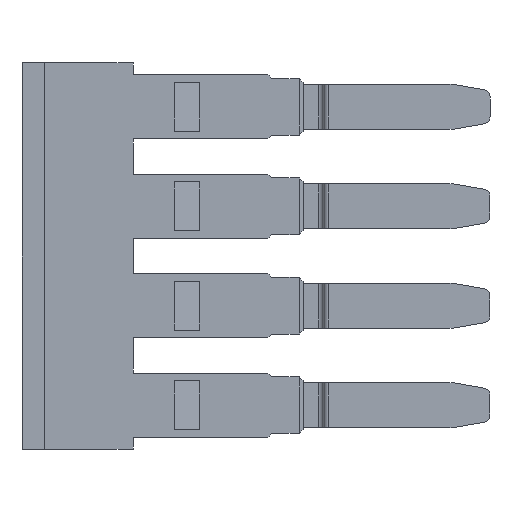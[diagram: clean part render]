
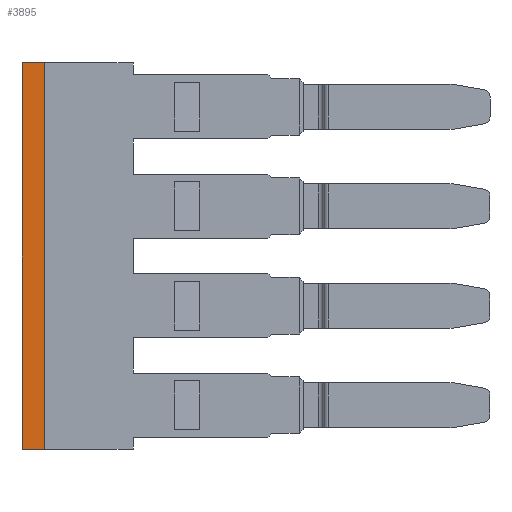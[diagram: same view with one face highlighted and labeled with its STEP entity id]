
A CAD part, left-side view. The second image highlights one B-rep face of the part: STEP entity #3895.
In plain terms, the highlighted planar face has unit normal (-1, 0, 0).
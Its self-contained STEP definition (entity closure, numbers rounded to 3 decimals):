
#196 = VERTEX_POINT ( 'NONE', #4875 ) ;
#204 = VERTEX_POINT ( 'NONE', #4877 ) ;
#219 = VERTEX_POINT ( 'NONE', #4848 ) ;
#296 = VERTEX_POINT ( 'NONE', #4913 ) ;
#669 = EDGE_LOOP ( 'NONE', ( #4098, #4141, #4190, #4133 ) ) ;
#890 = VECTOR ( 'NONE', #2803, 1000. ) ;
#896 = VECTOR ( 'NONE', #2678, 1000. ) ;
#955 = VECTOR ( 'NONE', #2835, 1000. ) ;
#973 = VECTOR ( 'NONE', #2919, 1000. ) ;
#1201 = AXIS2_PLACEMENT_3D ( 'NONE', #2272, #2212, #2199 ) ;
#2199 = DIRECTION ( 'NONE',  ( 0., -1., 0. ) ) ;
#2212 = DIRECTION ( 'NONE',  ( -1., 0., 0. ) ) ;
#2228 = FACE_OUTER_BOUND ( 'NONE', #669, .T. ) ;
#2241 = PLANE ( 'NONE',  #1201 ) ;
#2272 = CARTESIAN_POINT ( 'NONE',  ( 1456.09, 989.693, -30.131 ) ) ;
#2661 = LINE ( 'NONE', #2708, #896 ) ;
#2678 = DIRECTION ( 'NONE',  ( 0., 0., 1. ) ) ;
#2708 = CARTESIAN_POINT ( 'NONE',  ( 1456.09, 989.693, -30.131 ) ) ;
#2745 = LINE ( 'NONE', #2784, #890 ) ;
#2784 = CARTESIAN_POINT ( 'NONE',  ( 1456.09, 989.693, 13.05 ) ) ;
#2803 = DIRECTION ( 'NONE',  ( 0., -1., 0. ) ) ;
#2833 = LINE ( 'NONE', #2834, #955 ) ;
#2834 = CARTESIAN_POINT ( 'NONE',  ( 1456.09, 988.543, -17.916 ) ) ;
#2835 = DIRECTION ( 'NONE',  ( 0., 0., 1. ) ) ;
#2917 = LINE ( 'NONE', #2935, #973 ) ;
#2919 = DIRECTION ( 'NONE',  ( 0., -1., 0. ) ) ;
#2935 = CARTESIAN_POINT ( 'NONE',  ( 1456.09, 986.843, 32.85 ) ) ;
#3637 = EDGE_CURVE ( 'NONE', #219, #204, #2661, .T. ) ;
#3654 = EDGE_CURVE ( 'NONE', #219, #296, #2745, .T. ) ;
#3670 = EDGE_CURVE ( 'NONE', #296, #196, #2833, .T. ) ;
#3700 = EDGE_CURVE ( 'NONE', #204, #196, #2917, .T. ) ;
#3895 = ADVANCED_FACE ( 'NONE', ( #2228 ), #2241, .T. ) ;
#4098 = ORIENTED_EDGE ( 'NONE', *, *, #3637, .F. ) ;
#4133 = ORIENTED_EDGE ( 'NONE', *, *, #3700, .F. ) ;
#4141 = ORIENTED_EDGE ( 'NONE', *, *, #3654, .T. ) ;
#4190 = ORIENTED_EDGE ( 'NONE', *, *, #3670, .T. ) ;
#4848 = CARTESIAN_POINT ( 'NONE',  ( 1456.09, 989.693, 13.05 ) ) ;
#4875 = CARTESIAN_POINT ( 'NONE',  ( 1456.09, 988.543, 32.85 ) ) ;
#4877 = CARTESIAN_POINT ( 'NONE',  ( 1456.09, 989.693, 32.85 ) ) ;
#4913 = CARTESIAN_POINT ( 'NONE',  ( 1456.09, 988.543, 13.05 ) ) ;
